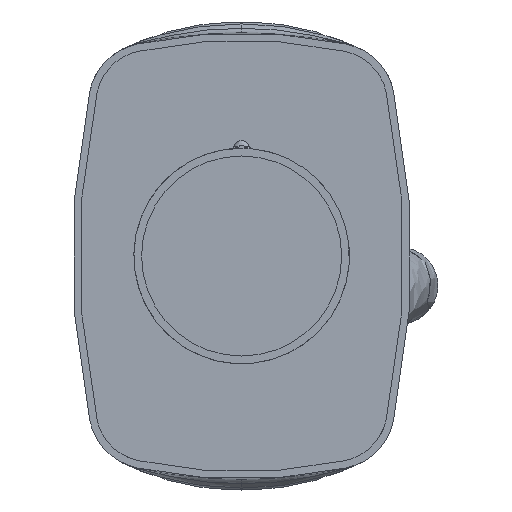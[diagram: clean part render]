
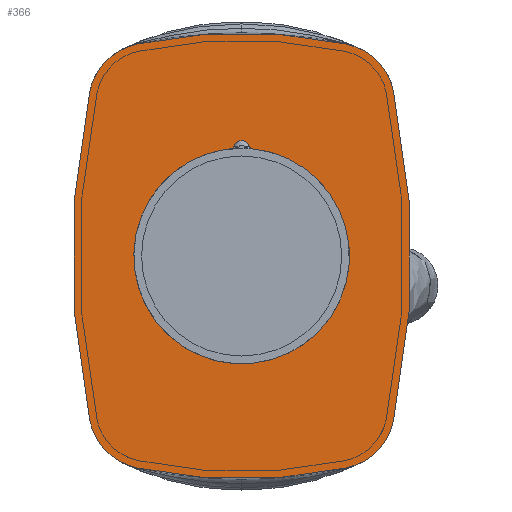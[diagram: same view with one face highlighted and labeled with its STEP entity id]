
A CAD part, left-side view. The second image highlights one B-rep face of the part: STEP entity #366.
In plain terms, the highlighted planar face has unit normal (-1, 0, 0).
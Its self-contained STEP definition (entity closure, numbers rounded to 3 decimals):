
#366=ADVANCED_FACE('',(#805,#806),#807,.T.);
#805=FACE_OUTER_BOUND('',#3378,.T.);
#806=FACE_BOUND('',#3379,.T.);
#807=PLANE('',#3380);
#3378=EDGE_LOOP('',(#6769,#6770,#6771,#6772,#6773,#6774,#6775,#6776));
#3379=EDGE_LOOP('',(#6777,#6778,#6779,#6780));
#3380=AXIS2_PLACEMENT_3D('',#6781,#6782,#6783);
#6769=ORIENTED_EDGE('',*,*,#7560,.T.);
#6770=ORIENTED_EDGE('',*,*,#7558,.T.);
#6771=ORIENTED_EDGE('',*,*,#7298,.T.);
#6772=ORIENTED_EDGE('',*,*,#7555,.T.);
#6773=ORIENTED_EDGE('',*,*,#7317,.T.);
#6774=ORIENTED_EDGE('',*,*,#7280,.T.);
#6775=ORIENTED_EDGE('',*,*,#7553,.T.);
#6776=ORIENTED_EDGE('',*,*,#7529,.F.);
#6777=ORIENTED_EDGE('',*,*,#7562,.F.);
#6778=ORIENTED_EDGE('',*,*,#7212,.T.);
#6779=ORIENTED_EDGE('',*,*,#7233,.F.);
#6780=ORIENTED_EDGE('',*,*,#7563,.T.);
#6781=CARTESIAN_POINT('',(49.7,0.0,0.3));
#6782=DIRECTION('',(-1.0,0.0,0.));
#6783=DIRECTION('',(0.0,-1.0,0.0));
#7212=EDGE_CURVE('',#7751,#7757,#7759,.T.);
#7233=EDGE_CURVE('',#7786,#7757,#7788,.T.);
#7280=EDGE_CURVE('',#7828,#7872,#7874,.T.);
#7298=EDGE_CURVE('',#7900,#7902,#7904,.T.);
#7317=EDGE_CURVE('',#7929,#7828,#7932,.T.);
#7529=EDGE_CURVE('',#8227,#8228,#8229,.T.);
#7553=EDGE_CURVE('',#7872,#8228,#8272,.T.);
#7555=EDGE_CURVE('',#7902,#7929,#8274,.T.);
#7558=EDGE_CURVE('',#8276,#7900,#8278,.T.);
#7560=EDGE_CURVE('',#8227,#8276,#8280,.T.);
#7562=EDGE_CURVE('',#7751,#8282,#8283,.T.);
#7563=EDGE_CURVE('',#7786,#8282,#8284,.T.);
#7751=VERTEX_POINT('',#8530);
#7757=VERTEX_POINT('',#8544);
#7759=CIRCLE('',#8547,0.3);
#7786=VERTEX_POINT('',#8581);
#7788=CIRCLE('',#8584,0.5);
#7828=VERTEX_POINT('',#8742);
#7872=VERTEX_POINT('',#8806);
#7874=CIRCLE('',#8809,4.0);
#7900=VERTEX_POINT('',#8874);
#7902=VERTEX_POINT('',#8877);
#7904=CIRCLE('',#8880,51.0);
#7929=VERTEX_POINT('',#8953);
#7932=CIRCLE('',#8957,32.0);
#8227=VERTEX_POINT('',#9726);
#8228=VERTEX_POINT('',#9727);
#8229=CIRCLE('',#9728,4.0);
#8272=CIRCLE('',#9791,51.0);
#8274=CIRCLE('',#9793,4.0);
#8276=VERTEX_POINT('',#9795);
#8278=CIRCLE('',#9798,4.0);
#8280=CIRCLE('',#9800,32.0);
#8282=VERTEX_POINT('',#9802);
#8283=CIRCLE('',#9803,7.0);
#8284=CIRCLE('',#9804,0.3);
#8530=CARTESIAN_POINT('',(49.7,0.725,7.262));
#8544=CARTESIAN_POINT('',(49.7,0.473,7.463));
#8547=AXIS2_PLACEMENT_3D('',#10987,#10988,#10989);
#8581=CARTESIAN_POINT('',(49.7,-0.473,7.463));
#8584=AXIS2_PLACEMENT_3D('',#11027,#11028,#11029);
#8742=CARTESIAN_POINT('',(49.7,-6.81,-13.467));
#8806=CARTESIAN_POINT('',(49.7,-9.87,-10.398));
#8809=AXIS2_PLACEMENT_3D('',#11068,#11069,#11070);
#8874=CARTESIAN_POINT('',(49.7,9.87,10.998));
#8877=CARTESIAN_POINT('',(49.7,9.87,-10.398));
#8880=AXIS2_PLACEMENT_3D('',#11080,#11081,#11082);
#8953=CARTESIAN_POINT('',(49.7,6.81,-13.467));
#8957=AXIS2_PLACEMENT_3D('',#11091,#11092,#11093);
#9726=CARTESIAN_POINT('',(49.7,-6.81,14.067));
#9727=CARTESIAN_POINT('',(49.7,-9.87,10.998));
#9728=AXIS2_PLACEMENT_3D('',#11180,#11181,#11182);
#9791=AXIS2_PLACEMENT_3D('',#11209,#11210,#11211);
#9793=AXIS2_PLACEMENT_3D('',#11212,#11213,#11214);
#9795=CARTESIAN_POINT('',(49.7,6.81,14.067));
#9798=AXIS2_PLACEMENT_3D('',#11216,#11217,#11218);
#9800=AXIS2_PLACEMENT_3D('',#11219,#11220,#11221);
#9802=CARTESIAN_POINT('',(49.7,-0.725,7.262));
#9803=AXIS2_PLACEMENT_3D('',#11222,#11223,#11224);
#9804=AXIS2_PLACEMENT_3D('',#11225,#11226,#11227);
#10987=CARTESIAN_POINT('',(49.7,0.756,7.561));
#10988=DIRECTION('',(-1.0,0.0,0.));
#10989=DIRECTION('',(0.,0.0,1.0));
#11027=CARTESIAN_POINT('',(49.7,0.,7.3));
#11028=DIRECTION('',(-1.0,0.,0.));
#11029=DIRECTION('',(0.,0.,-1.0));
#11068=CARTESIAN_POINT('',(49.7,-5.959,-9.559));
#11069=DIRECTION('',(-1.0,0.0,0.));
#11070=DIRECTION('',(0.,0.0,-1.0));
#11080=CARTESIAN_POINT('',(49.7,-39.996,0.3));
#11081=DIRECTION('',(-1.0,0.0,0.));
#11082=DIRECTION('',(0.,0.0,-1.0));
#11091=CARTESIAN_POINT('',(49.7,0.,17.8));
#11092=DIRECTION('',(-1.0,0.0,0.));
#11093=DIRECTION('',(0.,0.0,-1.0));
#11180=CARTESIAN_POINT('',(49.7,-5.959,10.159));
#11181=DIRECTION('',(1.0,0.0,0.));
#11182=DIRECTION('',(0.,0.0,-1.0));
#11209=CARTESIAN_POINT('',(49.7,39.996,0.3));
#11210=DIRECTION('',(-1.0,0.0,0.));
#11211=DIRECTION('',(0.,0.0,-1.0));
#11212=CARTESIAN_POINT('',(49.7,5.959,-9.559));
#11213=DIRECTION('',(-1.0,0.0,0.));
#11214=DIRECTION('',(0.,0.0,-1.0));
#11216=CARTESIAN_POINT('',(49.7,5.959,10.159));
#11217=DIRECTION('',(-1.0,0.0,0.));
#11218=DIRECTION('',(0.,0.0,-1.0));
#11219=CARTESIAN_POINT('',(49.7,0.,-17.2));
#11220=DIRECTION('',(-1.0,0.0,0.));
#11221=DIRECTION('',(0.,0.0,-1.0));
#11222=CARTESIAN_POINT('',(49.7,0.0,0.3));
#11223=DIRECTION('',(-1.0,0.0,0.));
#11224=DIRECTION('',(0.,0.0,1.0));
#11225=CARTESIAN_POINT('',(49.7,-0.756,7.561));
#11226=DIRECTION('',(-1.0,0.0,0.));
#11227=DIRECTION('',(0.,0.0,1.0));
